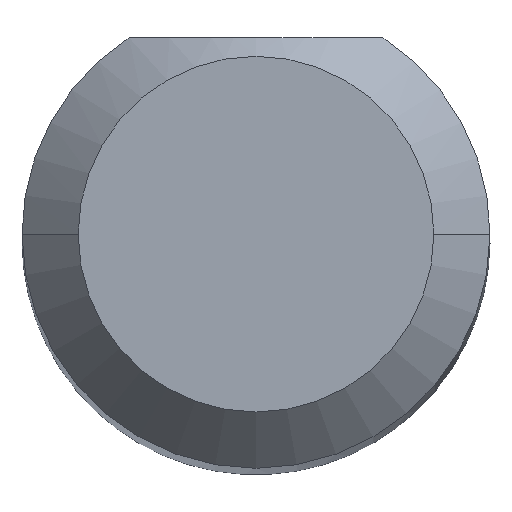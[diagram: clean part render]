
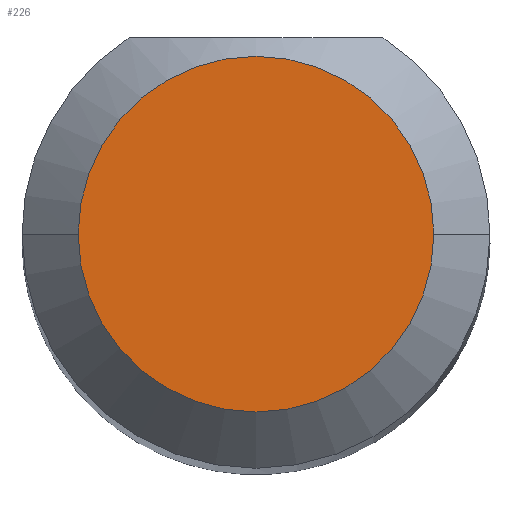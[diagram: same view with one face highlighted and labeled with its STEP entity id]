
A CAD part, top view. The second image highlights one B-rep face of the part: STEP entity #226.
In plain terms, the highlighted planar face has unit normal (0, 0, 1).
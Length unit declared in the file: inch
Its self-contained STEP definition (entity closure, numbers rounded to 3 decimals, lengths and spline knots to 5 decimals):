
#16 = CARTESIAN_POINT ( 'NONE',  ( 0.0475, 0., 1.5 ) ) ;
#44 = AXIS2_PLACEMENT_3D ( 'NONE', #98, #138, #326 ) ;
#98 = CARTESIAN_POINT ( 'NONE',  ( 0., 0., 1.5 ) ) ;
#103 = CIRCLE ( 'NONE', #476, 0.0475 ) ;
#108 = DIRECTION ( 'NONE',  ( 1., 0., 0. ) ) ;
#138 = DIRECTION ( 'NONE',  ( 0., 0., 1. ) ) ;
#159 = CIRCLE ( 'NONE', #44, 0.0475 ) ;
#189 = VERTEX_POINT ( 'NONE', #219 ) ;
#192 = PLANE ( 'NONE',  #294 ) ;
#210 = DIRECTION ( 'NONE',  ( 1., 0., 0. ) ) ;
#219 = CARTESIAN_POINT ( 'NONE',  ( -0.0475, 0., 1.5 ) ) ;
#226 = ADVANCED_FACE ( 'NONE', ( #460 ), #192, .T. ) ;
#244 = CARTESIAN_POINT ( 'NONE',  ( 0., 0., 1.5 ) ) ;
#256 = EDGE_LOOP ( 'NONE', ( #314, #472 ) ) ;
#294 = AXIS2_PLACEMENT_3D ( 'NONE', #244, #412, #108 ) ;
#314 = ORIENTED_EDGE ( 'NONE', *, *, #373, .T. ) ;
#326 = DIRECTION ( 'NONE',  ( 1., 0., 0. ) ) ;
#332 = CARTESIAN_POINT ( 'NONE',  ( 0., 0., 1.5 ) ) ;
#373 = EDGE_CURVE ( 'NONE', #189, #535, #159, .T. ) ;
#412 = DIRECTION ( 'NONE',  ( 0., 0., 1. ) ) ;
#460 = FACE_OUTER_BOUND ( 'NONE', #256, .T. ) ;
#472 = ORIENTED_EDGE ( 'NONE', *, *, #485, .T. ) ;
#476 = AXIS2_PLACEMENT_3D ( 'NONE', #332, #543, #210 ) ;
#485 = EDGE_CURVE ( 'NONE', #535, #189, #103, .T. ) ;
#535 = VERTEX_POINT ( 'NONE', #16 ) ;
#543 = DIRECTION ( 'NONE',  ( 0., 0., 1. ) ) ;
